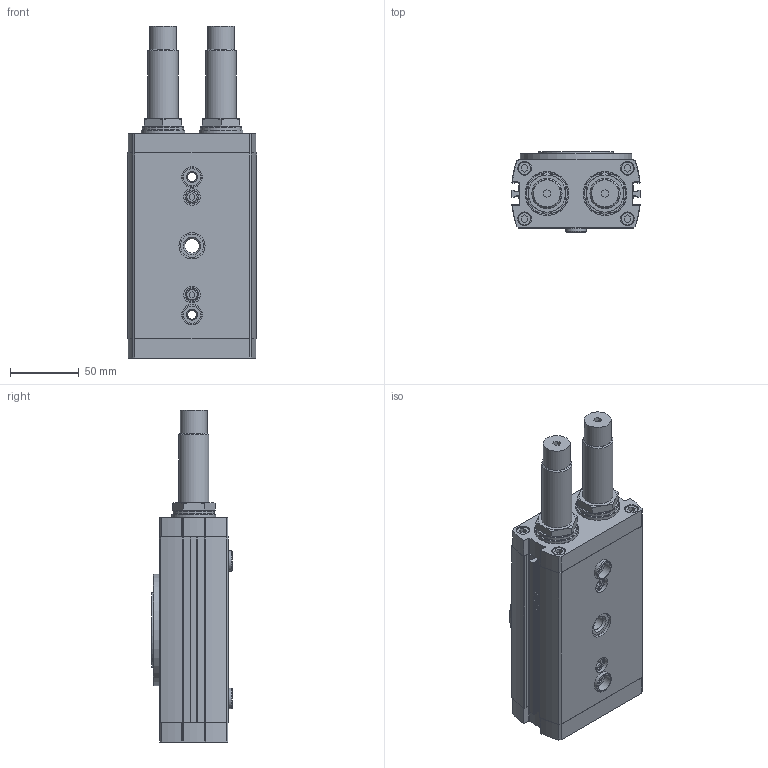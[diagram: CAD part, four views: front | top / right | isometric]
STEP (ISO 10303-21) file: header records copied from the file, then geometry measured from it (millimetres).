
FILE_DESCRIPTION(/* description */ ('STEP AP214'),/* implementation_level */ '2;1');
FILE_NAME(/* name */ '1578518_DRRD-32-180-FH-Y9A',/* time_stamp */ '2024-08-21T02:21:24+02:00',/* author */ ('License CC BY-ND 4.0'),/* organization */ ('CADENAS'),/* preprocessor_version */ 'ST-DEVELOPER v19.3',/* originating_system */ 'PARTsolutions',/* authorisation */ ' ');
FILE_SCHEMA (('AUTOMOTIVE_DESIGN {1 0 10303 214 3 1 1}'));
Length unit declared in the file: millimetre
Products named in the file (4): 1578518 DRRD-32-180-FH-Y9A---(0); 574402 DRRD-32---Y9--_t; 1578504 DRRD-32_w; 191409 ZBH-15
Assembly tree (4 placements, depth 2):
  1578518 DRRD-32-180-FH-Y9A---(0)
    574402 DRRD-32---Y9--_t
    1578504 DRRD-32_w
    191409 ZBH-15  x2
Bounding box: 93.99 x 58.4 x 241.3 mm (x, y, z)
Volume: 786305.2 mm3; surface area: 98991.6 mm2
Topology: 4 solids, 4 shells, 430 faces, 1013 edges, 651 vertices
Faces by surface type: plane 213, cylinder 128, cone 78, torus 11
Full cylindrical faces by diameter (mm): 4.917 x14, 6.647 x2, 8.5 x2, 8.566 x2, 9 x8, 10 x10, 10.5 x1, 11 x2, 12 x2, 12.4 x2, 15 x7, 17 x2, 19 x1, 19.6 x2, 22 x2, 25.5 x2, 30 x2, 31.9 x2, 54.2 x2, 81 x1
Entity records: 11452 total; most frequent: CARTESIAN_POINT 2039, DIRECTION 1976, ORIENTED_EDGE 1678, EDGE_CURVE 839, AXIS2_PLACEMENT_3D 756, FACE_BOUND 640, VERTEX_POINT 627, EDGE_LOOP 624
